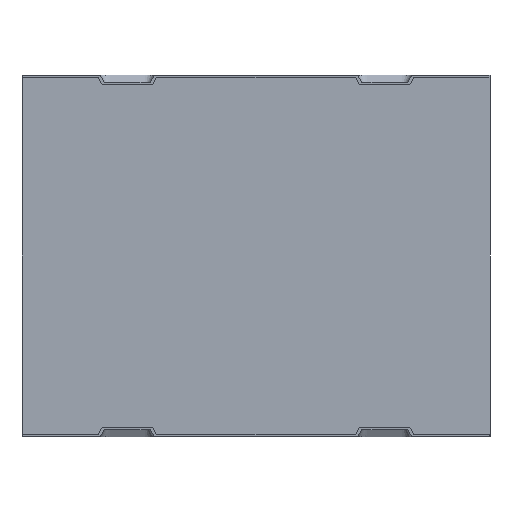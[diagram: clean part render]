
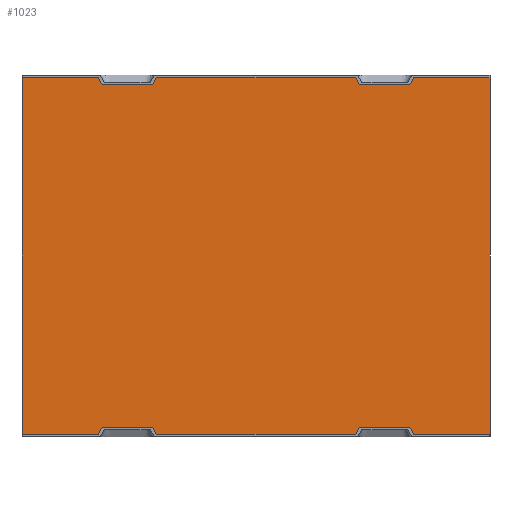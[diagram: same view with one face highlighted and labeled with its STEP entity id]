
A CAD part, front view. The second image highlights one B-rep face of the part: STEP entity #1023.
In plain terms, the highlighted planar face has unit normal (0, -1, 0).
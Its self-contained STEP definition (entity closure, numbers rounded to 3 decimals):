
#54=FACE_OUTER_BOUND('',#104,.T.);
#104=EDGE_LOOP('',(#796,#797,#798,#799,#800,#801,#802,#803));
#165=LINE('',#1523,#277);
#194=LINE('',#1614,#306);
#216=LINE('',#1658,#328);
#220=LINE('',#1665,#332);
#221=LINE('',#1667,#333);
#222=LINE('',#1668,#334);
#223=LINE('',#1670,#335);
#224=LINE('',#1671,#336);
#277=VECTOR('',#1223,10.);
#306=VECTOR('',#1304,10.);
#328=VECTOR('',#1346,10.);
#332=VECTOR('',#1352,10.);
#333=VECTOR('',#1353,10.);
#334=VECTOR('',#1354,10.);
#335=VECTOR('',#1355,10.);
#336=VECTOR('',#1356,10.);
#423=VERTEX_POINT('',#1520);
#424=VERTEX_POINT('',#1522);
#459=VERTEX_POINT('',#1611);
#460=VERTEX_POINT('',#1613);
#472=VERTEX_POINT('',#1657);
#474=VERTEX_POINT('',#1664);
#475=VERTEX_POINT('',#1666);
#476=VERTEX_POINT('',#1669);
#526=EDGE_CURVE('',#424,#423,#165,.T.);
#571=EDGE_CURVE('',#460,#459,#194,.T.);
#596=EDGE_CURVE('',#472,#460,#216,.T.);
#600=EDGE_CURVE('',#474,#459,#220,.T.);
#601=EDGE_CURVE('',#475,#474,#221,.T.);
#602=EDGE_CURVE('',#475,#424,#222,.T.);
#603=EDGE_CURVE('',#476,#423,#223,.T.);
#604=EDGE_CURVE('',#472,#476,#224,.T.);
#796=ORIENTED_EDGE('',*,*,#596,.T.);
#797=ORIENTED_EDGE('',*,*,#571,.T.);
#798=ORIENTED_EDGE('',*,*,#600,.F.);
#799=ORIENTED_EDGE('',*,*,#601,.F.);
#800=ORIENTED_EDGE('',*,*,#602,.T.);
#801=ORIENTED_EDGE('',*,*,#526,.T.);
#802=ORIENTED_EDGE('',*,*,#603,.F.);
#803=ORIENTED_EDGE('',*,*,#604,.F.);
#926=PLANE('',#1124);
#1023=ADVANCED_FACE('',(#54),#926,.F.);
#1124=AXIS2_PLACEMENT_3D('',#1663,#1350,#1351);
#1223=DIRECTION('',(1.,0.,0.));
#1304=DIRECTION('',(-1.,0.,0.));
#1346=DIRECTION('',(0.,0.,1.));
#1350=DIRECTION('center_axis',(0.,1.,0.));
#1351=DIRECTION('ref_axis',(0.,0.,1.));
#1352=DIRECTION('',(0.,0.,1.));
#1353=DIRECTION('',(0.,0.,1.));
#1354=DIRECTION('',(0.,0.,-1.));
#1355=DIRECTION('',(0.,0.,-1.));
#1356=DIRECTION('',(0.,0.,-1.));
#1520=CARTESIAN_POINT('',(0.,-1.,-153.5));
#1522=CARTESIAN_POINT('',(-200.,-1.,-153.5));
#1523=CARTESIAN_POINT('',(-100.,-1.,-153.5));
#1611=CARTESIAN_POINT('',(-200.,-1.,-1.));
#1613=CARTESIAN_POINT('',(0.,-1.,-1.));
#1614=CARTESIAN_POINT('',(-100.,-1.,-1.));
#1657=CARTESIAN_POINT('',(0.,-1.,-2.));
#1658=CARTESIAN_POINT('',(0.,-1.,-115.875));
#1663=CARTESIAN_POINT('Origin',(-100.,-1.,-77.25));
#1664=CARTESIAN_POINT('',(-200.,-1.,-2.));
#1665=CARTESIAN_POINT('',(-200.,-1.,-115.375));
#1666=CARTESIAN_POINT('',(-200.,-1.,-152.5));
#1667=CARTESIAN_POINT('',(-200.,-1.,0.));
#1668=CARTESIAN_POINT('',(-200.,-1.,-115.375));
#1669=CARTESIAN_POINT('',(0.,-1.,-152.5));
#1670=CARTESIAN_POINT('',(0.,-1.,-115.875));
#1671=CARTESIAN_POINT('',(0.,-1.,-154.5));
